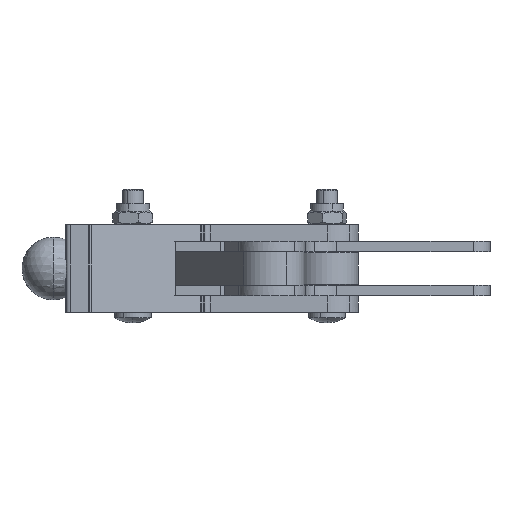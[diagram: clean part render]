
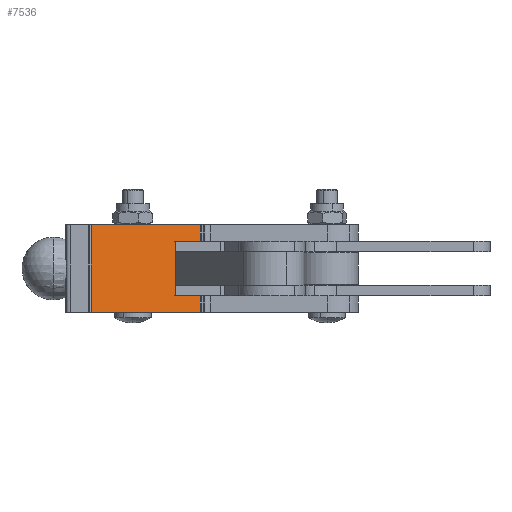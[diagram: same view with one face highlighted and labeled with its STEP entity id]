
A CAD part, left-side view. The second image highlights one B-rep face of the part: STEP entity #7536.
In plain terms, the highlighted planar face has unit normal (-0.926, -0.378, 0).
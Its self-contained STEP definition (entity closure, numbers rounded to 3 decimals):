
#7505=AXIS2_PLACEMENT_3D('Plane Axis2P3D',#7502,#7503,#7504) ;
#6066=CARTESIAN_POINT('Vertex',(-44.185,591.291,29.)) ;
#6069=CARTESIAN_POINT('Line Origine',(-44.185,591.291,20.6)) ;
#6073=CARTESIAN_POINT('Vertex',(-44.185,591.291,21.)) ;
#6099=CARTESIAN_POINT('Vertex',(-65.468,643.444,21.)) ;
#6102=CARTESIAN_POINT('Line Origine',(-65.468,643.444,18.9)) ;
#6106=CARTESIAN_POINT('Vertex',(-65.468,643.444,63.)) ;
#6184=CARTESIAN_POINT('Line Origine',(-54.827,617.368,21.)) ;
#6982=CARTESIAN_POINT('Line Origine',(-54.827,617.368,63.)) ;
#6986=CARTESIAN_POINT('Vertex',(-44.185,591.291,63.)) ;
#7482=CARTESIAN_POINT('Line Origine',(-44.185,591.291,54.6)) ;
#7486=CARTESIAN_POINT('Vertex',(-44.185,591.291,55.)) ;
#7502=CARTESIAN_POINT('Axis2P3D Location',(-43.121,588.683,18.9)) ;
#7507=CARTESIAN_POINT('Line Origine',(-46.568,597.128,29.)) ;
#7511=CARTESIAN_POINT('Vertex',(-48.95,602.966,29.)) ;
#7514=CARTESIAN_POINT('Line Origine',(-48.95,602.966,42.)) ;
#7518=CARTESIAN_POINT('Vertex',(-48.95,602.966,55.)) ;
#7521=CARTESIAN_POINT('Line Origine',(-46.568,597.128,55.)) ;
#6070=DIRECTION('Vector Direction',(0.,0.,1.)) ;
#6103=DIRECTION('Vector Direction',(0.,0.,1.)) ;
#6185=DIRECTION('Vector Direction',(0.378,-0.926,0.)) ;
#6983=DIRECTION('Vector Direction',(0.378,-0.926,0.)) ;
#7483=DIRECTION('Vector Direction',(0.,0.,1.)) ;
#7503=DIRECTION('Axis2P3D Direction',(-0.926,-0.378,0.)) ;
#7504=DIRECTION('Axis2P3D XDirection',(0.,0.,1.)) ;
#7508=DIRECTION('Vector Direction',(-0.378,0.926,0.)) ;
#7515=DIRECTION('Vector Direction',(0.,0.,1.)) ;
#7522=DIRECTION('Vector Direction',(0.378,-0.926,0.)) ;
#6071=VECTOR('Line Direction',#6070,1.) ;
#6104=VECTOR('Line Direction',#6103,1.) ;
#6186=VECTOR('Line Direction',#6185,1.) ;
#6984=VECTOR('Line Direction',#6983,1.) ;
#7484=VECTOR('Line Direction',#7483,1.) ;
#7509=VECTOR('Line Direction',#7508,1.) ;
#7516=VECTOR('Line Direction',#7515,1.) ;
#7523=VECTOR('Line Direction',#7522,1.) ;
#7527=ORIENTED_EDGE('',*,*,#6108,.F.) ;
#7528=ORIENTED_EDGE('',*,*,#6188,.T.) ;
#7529=ORIENTED_EDGE('',*,*,#6075,.T.) ;
#7530=ORIENTED_EDGE('',*,*,#7513,.T.) ;
#7531=ORIENTED_EDGE('',*,*,#7520,.T.) ;
#7532=ORIENTED_EDGE('',*,*,#7525,.T.) ;
#7533=ORIENTED_EDGE('',*,*,#7488,.T.) ;
#7534=ORIENTED_EDGE('',*,*,#6988,.T.) ;
#7536=ADVANCED_FACE('MODULSPANNER_TS_V_HD_2500_BW16_1_136_357837',(#7535),#7506,.T.) ;
#6075=EDGE_CURVE('',#6074,#6067,#6072,.T.) ;
#6108=EDGE_CURVE('',#6100,#6107,#6105,.T.) ;
#6188=EDGE_CURVE('',#6100,#6074,#6187,.T.) ;
#6988=EDGE_CURVE('',#6987,#6107,#6985,.F.) ;
#7488=EDGE_CURVE('',#7487,#6987,#7485,.T.) ;
#7513=EDGE_CURVE('',#6067,#7512,#7510,.T.) ;
#7520=EDGE_CURVE('',#7512,#7519,#7517,.T.) ;
#7525=EDGE_CURVE('',#7519,#7487,#7524,.T.) ;
#7526=EDGE_LOOP('',(#7527,#7528,#7529,#7530,#7531,#7532,#7533,#7534)) ;
#7535=FACE_OUTER_BOUND('',#7526,.T.) ;
#6072=LINE('Line',#6069,#6071) ;
#6105=LINE('Line',#6102,#6104) ;
#6187=LINE('Line',#6184,#6186) ;
#6985=LINE('Line',#6982,#6984) ;
#7485=LINE('Line',#7482,#7484) ;
#7510=LINE('Line',#7507,#7509) ;
#7517=LINE('Line',#7514,#7516) ;
#7524=LINE('Line',#7521,#7523) ;
#7506=PLANE('Plane',#7505) ;
#6067=VERTEX_POINT('',#6066) ;
#6074=VERTEX_POINT('',#6073) ;
#6100=VERTEX_POINT('',#6099) ;
#6107=VERTEX_POINT('',#6106) ;
#6987=VERTEX_POINT('',#6986) ;
#7487=VERTEX_POINT('',#7486) ;
#7512=VERTEX_POINT('',#7511) ;
#7519=VERTEX_POINT('',#7518) ;
